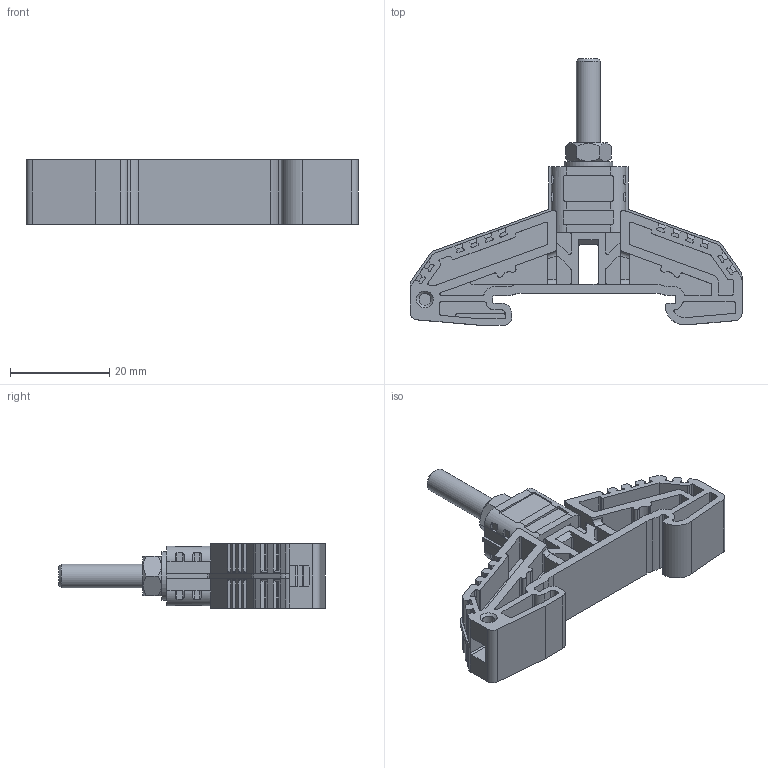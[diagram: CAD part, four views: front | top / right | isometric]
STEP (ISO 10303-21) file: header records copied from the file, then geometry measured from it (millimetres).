
FILE_DESCRIPTION(('FreeCAD Model'),'2;1');
FILE_NAME('17000_HSK_16_M5_B.stp','2018-09-09T19:49:40',('Author'),(''), 'Open CASCADE STEP processor 7.2','FreeCAD','Unknown');
FILE_SCHEMA(('AUTOMOTIVE_DESIGN { 1 0 10303 214 1 1 1 1 }'));
Products named in the file (1): 17000_HSK_16_M5_B
Bounding box: 67 x 53.8 x 13 mm (x, y, z)
Volume: 9710.7 mm3; surface area: 10158.5 mm2
Topology: 3 solids, 11 shells, 865 faces, 7314 edges, 21080 vertices
Faces by surface type: plane 535, cylinder 310, cone 10, torus 8, bspline 2
Full cylindrical faces by diameter (mm): 2.4 x1, 4.2 x3, 4.826 x1, 5.5 x1, 8.5 x1, 9.8 x1
Entity records: 138411 total; most frequent: CARTESIAN_POINT 50629, DIRECTION 14887, LINE 9108, VECTOR 9108, GEOMETRIC_CURVE_SET 4877, ORIENTED_EDGE 4876, PCURVE 4876, DEFINITIONAL_REPRESENTATION 4876
